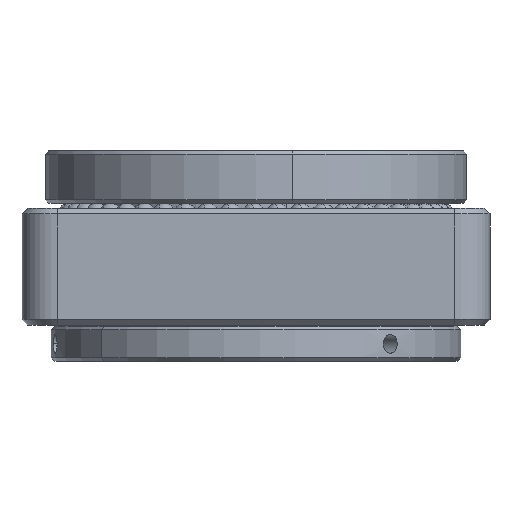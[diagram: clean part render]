
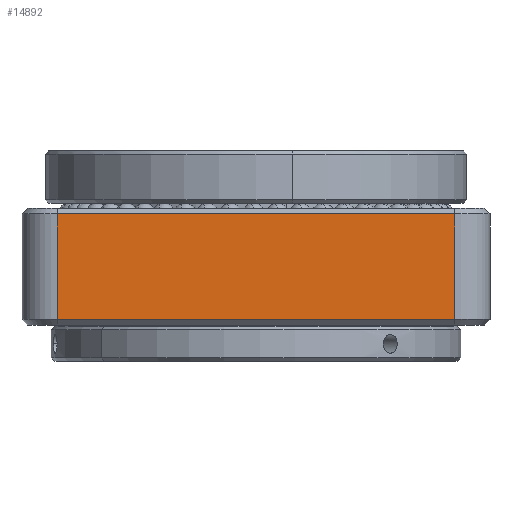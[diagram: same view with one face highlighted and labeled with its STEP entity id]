
A CAD part, front view. The second image highlights one B-rep face of the part: STEP entity #14892.
In plain terms, the highlighted planar face has unit normal (0, -1, 0).
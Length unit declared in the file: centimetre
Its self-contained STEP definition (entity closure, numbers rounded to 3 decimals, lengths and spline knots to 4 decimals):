
#5058 = CARTESIAN_POINT ( 'NONE',  ( -1.7, -2., -0.95 ) ) ;
#5122 = CARTESIAN_POINT ( 'NONE',  ( 1.7, -2., 0. ) ) ;
#5123 = LINE ( 'NONE', #5122, #5156 ) ;
#5133 = CARTESIAN_POINT ( 'NONE',  ( 1.7, -2., -0.95 ) ) ;
#5137 = CARTESIAN_POINT ( 'NONE',  ( -1.7, -2., -0.05 ) ) ;
#5142 = CARTESIAN_POINT ( 'NONE',  ( 1.7, -2., -0.05 ) ) ;
#5149 = DIRECTION ( 'NONE',  ( -1., 0., 0. ) ) ;
#5150 = VECTOR ( 'NONE', #5149, 100. ) ;
#5151 = CARTESIAN_POINT ( 'NONE',  ( 2., -2., -0.05 ) ) ;
#5154 = LINE ( 'NONE', #5151, #5150 ) ;
#5155 = DIRECTION ( 'NONE',  ( 0., 0., 1. ) ) ;
#5156 = VECTOR ( 'NONE', #5155, 100. ) ;
#5158 = DIRECTION ( 'NONE',  ( 0., 0., -1. ) ) ;
#5159 = VECTOR ( 'NONE', #5158, 100. ) ;
#5160 = CARTESIAN_POINT ( 'NONE',  ( -1.7, -2., 0. ) ) ;
#5161 = LINE ( 'NONE', #5160, #5159 ) ;
#5167 = DIRECTION ( 'NONE',  ( -1., 0., 0. ) ) ;
#5168 = DIRECTION ( 'NONE',  ( 0., 1., 0. ) ) ;
#5174 = DIRECTION ( 'NONE',  ( 1., 0., 0. ) ) ;
#5175 = VECTOR ( 'NONE', #5174, 100. ) ;
#5176 = CARTESIAN_POINT ( 'NONE',  ( 1.7, -2., -0.95 ) ) ;
#5177 = LINE ( 'NONE', #5176, #5175 ) ;
#5178 = FACE_OUTER_BOUND ( 'NONE', #14845, .T. ) ;
#5185 = AXIS2_PLACEMENT_3D ( 'NONE', #5186, #5168, #5167 ) ;
#5186 = CARTESIAN_POINT ( 'NONE',  ( 2., -2., 0. ) ) ;
#5191 = PLANE ( 'NONE',  #5185 ) ;
#14835 = VERTEX_POINT ( 'NONE', #5058 ) ;
#14837 = ORIENTED_EDGE ( 'NONE', *, *, #14870, .T. ) ;
#14845 = EDGE_LOOP ( 'NONE', ( #14936, #14901, #14837, #14869 ) ) ;
#14869 = ORIENTED_EDGE ( 'NONE', *, *, #14873, .T. ) ;
#14870 = EDGE_CURVE ( 'NONE', #14891, #14889, #5123, .T. ) ;
#14873 = EDGE_CURVE ( 'NONE', #14889, #14886, #5154, .T. ) ;
#14886 = VERTEX_POINT ( 'NONE', #5137 ) ;
#14889 = VERTEX_POINT ( 'NONE', #5142 ) ;
#14890 = EDGE_CURVE ( 'NONE', #14835, #14891, #5177, .T. ) ;
#14891 = VERTEX_POINT ( 'NONE', #5133 ) ;
#14892 = ADVANCED_FACE ( 'NONE', ( #5178 ), #5191, .F. ) ;
#14897 = EDGE_CURVE ( 'NONE', #14886, #14835, #5161, .T. ) ;
#14901 = ORIENTED_EDGE ( 'NONE', *, *, #14890, .T. ) ;
#14936 = ORIENTED_EDGE ( 'NONE', *, *, #14897, .T. ) ;
